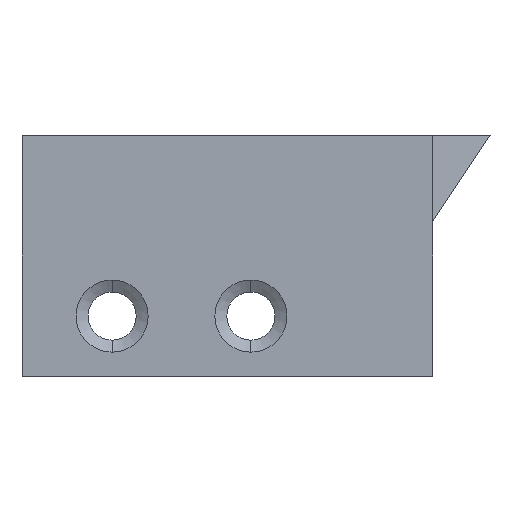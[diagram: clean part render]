
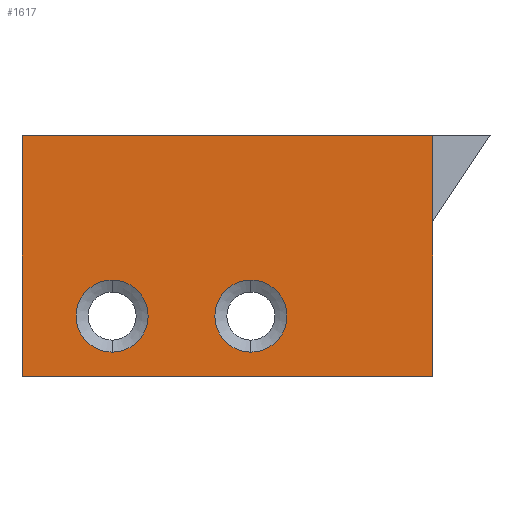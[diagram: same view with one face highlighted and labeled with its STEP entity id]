
A CAD part, front view. The second image highlights one B-rep face of the part: STEP entity #1617.
In plain terms, the highlighted planar face has unit normal (0, -1, 0).
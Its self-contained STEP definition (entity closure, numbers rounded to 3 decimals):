
#17 = FACE_BOUND ( 'NONE', #864, .T. ) ;
#35 = EDGE_CURVE ( 'NONE', #2458, #1042, #319, .T. ) ;
#51 = PLANE ( 'NONE',  #2171 ) ;
#139 = VERTEX_POINT ( 'NONE', #2354 ) ;
#187 = CARTESIAN_POINT ( 'NONE',  ( 3.04, -1.165, 3. ) ) ;
#197 = CARTESIAN_POINT ( 'NONE',  ( -4.04, -1.165, -3. ) ) ;
#261 = CARTESIAN_POINT ( 'NONE',  ( -7.04, -1.165, 3. ) ) ;
#319 = CIRCLE ( 'NONE', #457, 1.2 ) ;
#334 = ORIENTED_EDGE ( 'NONE', *, *, #3059, .F. ) ;
#357 = EDGE_CURVE ( 'NONE', #139, #1933, #1911, .T. ) ;
#391 = ORIENTED_EDGE ( 'NONE', *, *, #2308, .F. ) ;
#429 = CARTESIAN_POINT ( 'NONE',  ( 0.581, -1.165, -1.8 ) ) ;
#448 = LINE ( 'NONE', #1480, #549 ) ;
#457 = AXIS2_PLACEMENT_3D ( 'NONE', #2045, #2560, #3022 ) ;
#532 = CARTESIAN_POINT ( 'NONE',  ( -4.04, -1.165, -1.8 ) ) ;
#539 = FACE_OUTER_BOUND ( 'NONE', #2568, .T. ) ;
#549 = VECTOR ( 'NONE', #1661, 1000. ) ;
#601 = LINE ( 'NONE', #798, #2946 ) ;
#668 = EDGE_CURVE ( 'NONE', #1177, #2089, #601, .T. ) ;
#673 = LINE ( 'NONE', #2083, #2645 ) ;
#700 = DIRECTION ( 'NONE',  ( 0., -1., 0. ) ) ;
#735 = EDGE_CURVE ( 'NONE', #1933, #139, #1369, .T. ) ;
#798 = CARTESIAN_POINT ( 'NONE',  ( -7.04, -1.165, -5. ) ) ;
#811 = DIRECTION ( 'NONE',  ( 0., 0., -1. ) ) ;
#816 = ORIENTED_EDGE ( 'NONE', *, *, #735, .F. ) ;
#864 = EDGE_LOOP ( 'NONE', ( #1396, #816 ) ) ;
#932 = EDGE_LOOP ( 'NONE', ( #2863, #2820 ) ) ;
#978 = AXIS2_PLACEMENT_3D ( 'NONE', #3102, #700, #1709 ) ;
#1042 = VERTEX_POINT ( 'NONE', #2077 ) ;
#1066 = VECTOR ( 'NONE', #1134, 1000. ) ;
#1099 = CARTESIAN_POINT ( 'NONE',  ( 6.628, -1.165, 3. ) ) ;
#1134 = DIRECTION ( 'NONE',  ( 1., 0., 0. ) ) ;
#1153 = CIRCLE ( 'NONE', #1763, 1.2 ) ;
#1177 = VERTEX_POINT ( 'NONE', #261 ) ;
#1183 = ORIENTED_EDGE ( 'NONE', *, *, #1473, .F. ) ;
#1212 = FACE_BOUND ( 'NONE', #932, .T. ) ;
#1369 = CIRCLE ( 'NONE', #978, 1.2 ) ;
#1396 = ORIENTED_EDGE ( 'NONE', *, *, #357, .F. ) ;
#1401 = DIRECTION ( 'NONE',  ( 0., 0., -1. ) ) ;
#1460 = CARTESIAN_POINT ( 'NONE',  ( 15.309, -1.165, 3. ) ) ;
#1473 = EDGE_CURVE ( 'NONE', #2241, #2089, #673, .T. ) ;
#1480 = CARTESIAN_POINT ( 'NONE',  ( 6.628, -1.165, 3. ) ) ;
#1572 = DIRECTION ( 'NONE',  ( 0., -1., 0. ) ) ;
#1606 = DIRECTION ( 'NONE',  ( 0., 0., -1. ) ) ;
#1617 = ADVANCED_FACE ( 'NONE', ( #1212, #17, #539 ), #51, .F. ) ;
#1661 = DIRECTION ( 'NONE',  ( 0., 0., -1. ) ) ;
#1709 = DIRECTION ( 'NONE',  ( 0., 0., -1. ) ) ;
#1763 = AXIS2_PLACEMENT_3D ( 'NONE', #197, #3082, #1606 ) ;
#1891 = DIRECTION ( 'NONE',  ( -1., 0., 0. ) ) ;
#1911 = CIRCLE ( 'NONE', #2271, 1.2 ) ;
#1933 = VERTEX_POINT ( 'NONE', #429 ) ;
#1994 = CARTESIAN_POINT ( 'NONE',  ( 0.581, -1.165, -3. ) ) ;
#2045 = CARTESIAN_POINT ( 'NONE',  ( -4.04, -1.165, -3. ) ) ;
#2077 = CARTESIAN_POINT ( 'NONE',  ( -4.04, -1.165, -4.2 ) ) ;
#2083 = CARTESIAN_POINT ( 'NONE',  ( 7.581, -1.165, -5. ) ) ;
#2089 = VERTEX_POINT ( 'NONE', #2386 ) ;
#2171 = AXIS2_PLACEMENT_3D ( 'NONE', #1460, #2653, #2407 ) ;
#2241 = VERTEX_POINT ( 'NONE', #2710 ) ;
#2271 = AXIS2_PLACEMENT_3D ( 'NONE', #1994, #1572, #1401 ) ;
#2306 = EDGE_CURVE ( 'NONE', #1042, #2458, #1153, .T. ) ;
#2308 = EDGE_CURVE ( 'NONE', #1177, #2341, #2578, .T. ) ;
#2341 = VERTEX_POINT ( 'NONE', #1099 ) ;
#2354 = CARTESIAN_POINT ( 'NONE',  ( 0.581, -1.165, -4.2 ) ) ;
#2386 = CARTESIAN_POINT ( 'NONE',  ( -7.04, -1.165, -5. ) ) ;
#2407 = DIRECTION ( 'NONE',  ( -1., 0., 0. ) ) ;
#2458 = VERTEX_POINT ( 'NONE', #532 ) ;
#2560 = DIRECTION ( 'NONE',  ( 0., -1., 0. ) ) ;
#2568 = EDGE_LOOP ( 'NONE', ( #1183, #334, #391, #2587 ) ) ;
#2578 = LINE ( 'NONE', #187, #1066 ) ;
#2587 = ORIENTED_EDGE ( 'NONE', *, *, #668, .T. ) ;
#2645 = VECTOR ( 'NONE', #1891, 1000. ) ;
#2653 = DIRECTION ( 'NONE',  ( 0., 1., 0. ) ) ;
#2710 = CARTESIAN_POINT ( 'NONE',  ( 6.628, -1.165, -5. ) ) ;
#2820 = ORIENTED_EDGE ( 'NONE', *, *, #35, .F. ) ;
#2863 = ORIENTED_EDGE ( 'NONE', *, *, #2306, .F. ) ;
#2946 = VECTOR ( 'NONE', #811, 1000. ) ;
#3022 = DIRECTION ( 'NONE',  ( 0., 0., -1. ) ) ;
#3059 = EDGE_CURVE ( 'NONE', #2341, #2241, #448, .T. ) ;
#3082 = DIRECTION ( 'NONE',  ( 0., -1., 0. ) ) ;
#3102 = CARTESIAN_POINT ( 'NONE',  ( 0.581, -1.165, -3. ) ) ;
